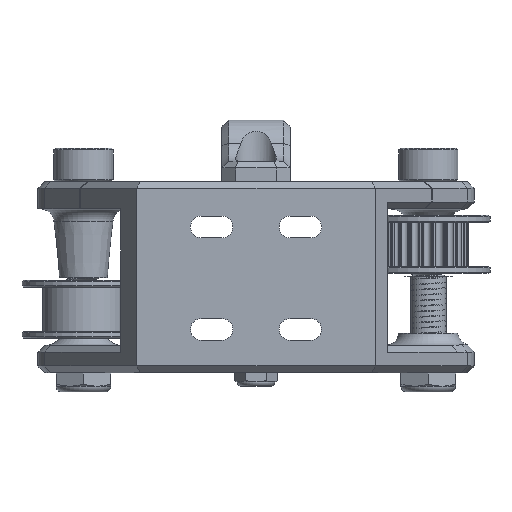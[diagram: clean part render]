
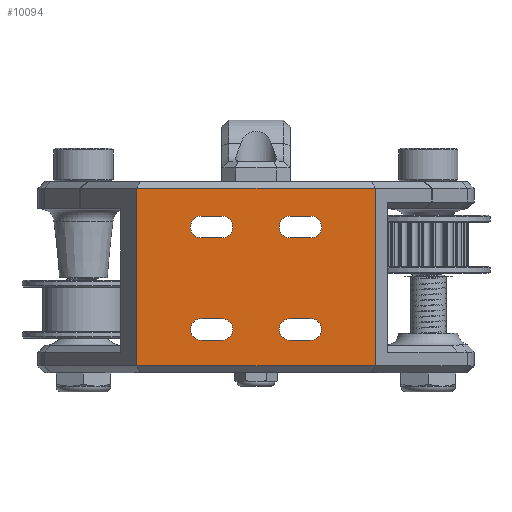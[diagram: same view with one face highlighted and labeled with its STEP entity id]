
A CAD part, left-side view. The second image highlights one B-rep face of the part: STEP entity #10094.
In plain terms, the highlighted planar face has unit normal (-1, 0, 0).
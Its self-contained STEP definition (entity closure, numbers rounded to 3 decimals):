
#559=FACE_BOUND('',#2170,.T.);
#560=FACE_BOUND('',#2171,.T.);
#561=FACE_BOUND('',#2172,.T.);
#562=FACE_BOUND('',#2173,.T.);
#710=PLANE('',#11378);
#1521=FACE_OUTER_BOUND('',#2169,.T.);
#2169=EDGE_LOOP('',(#8781,#8782,#8783,#8784));
#2170=EDGE_LOOP('',(#8785,#8786,#8787,#8788));
#2171=EDGE_LOOP('',(#8789,#8790,#8791,#8792));
#2172=EDGE_LOOP('',(#8793,#8794,#8795,#8796));
#2173=EDGE_LOOP('',(#8797,#8798,#8799,#8800));
#2751=LINE('',#25894,#3432);
#2754=LINE('',#25899,#3435);
#2759=LINE('',#25909,#3440);
#2760=LINE('',#25910,#3441);
#2761=LINE('',#25913,#3442);
#2762=LINE('',#25917,#3443);
#2763=LINE('',#25921,#3444);
#2764=LINE('',#25925,#3445);
#2765=LINE('',#25929,#3446);
#2766=LINE('',#25933,#3447);
#2767=LINE('',#25937,#3448);
#2768=LINE('',#25941,#3449);
#3432=VECTOR('',#13829,10.);
#3435=VECTOR('',#13834,10.);
#3440=VECTOR('',#13841,10.);
#3441=VECTOR('',#13842,10.);
#3442=VECTOR('',#13843,10.);
#3443=VECTOR('',#13846,10.);
#3444=VECTOR('',#13849,10.);
#3445=VECTOR('',#13852,10.);
#3446=VECTOR('',#13855,10.);
#3447=VECTOR('',#13858,10.);
#3448=VECTOR('',#13861,10.);
#3449=VECTOR('',#13864,10.);
#4125=CIRCLE('',#11379,1.6);
#4126=CIRCLE('',#11380,1.6);
#4127=CIRCLE('',#11381,1.6);
#4128=CIRCLE('',#11382,1.6);
#4129=CIRCLE('',#11383,1.6);
#4130=CIRCLE('',#11384,1.6);
#4131=CIRCLE('',#11385,1.6);
#4132=CIRCLE('',#11386,1.6);
#4921=VERTEX_POINT('',#25869);
#4926=VERTEX_POINT('',#25888);
#4928=VERTEX_POINT('',#25898);
#4932=VERTEX_POINT('',#25908);
#4933=VERTEX_POINT('',#25911);
#4934=VERTEX_POINT('',#25912);
#4935=VERTEX_POINT('',#25914);
#4936=VERTEX_POINT('',#25916);
#4937=VERTEX_POINT('',#25919);
#4938=VERTEX_POINT('',#25920);
#4939=VERTEX_POINT('',#25922);
#4940=VERTEX_POINT('',#25924);
#4941=VERTEX_POINT('',#25927);
#4942=VERTEX_POINT('',#25928);
#4943=VERTEX_POINT('',#25930);
#4944=VERTEX_POINT('',#25932);
#4945=VERTEX_POINT('',#25935);
#4946=VERTEX_POINT('',#25936);
#4947=VERTEX_POINT('',#25938);
#4948=VERTEX_POINT('',#25940);
#6256=EDGE_CURVE('',#4921,#4926,#2751,.T.);
#6259=EDGE_CURVE('',#4928,#4926,#2754,.T.);
#6264=EDGE_CURVE('',#4932,#4921,#2759,.T.);
#6265=EDGE_CURVE('',#4928,#4932,#2760,.T.);
#6266=EDGE_CURVE('',#4933,#4934,#2761,.T.);
#6267=EDGE_CURVE('',#4934,#4935,#4125,.T.);
#6268=EDGE_CURVE('',#4935,#4936,#2762,.T.);
#6269=EDGE_CURVE('',#4936,#4933,#4126,.T.);
#6270=EDGE_CURVE('',#4937,#4938,#2763,.T.);
#6271=EDGE_CURVE('',#4938,#4939,#4127,.T.);
#6272=EDGE_CURVE('',#4939,#4940,#2764,.T.);
#6273=EDGE_CURVE('',#4940,#4937,#4128,.T.);
#6274=EDGE_CURVE('',#4941,#4942,#2765,.T.);
#6275=EDGE_CURVE('',#4943,#4941,#4129,.T.);
#6276=EDGE_CURVE('',#4944,#4943,#2766,.T.);
#6277=EDGE_CURVE('',#4942,#4944,#4130,.T.);
#6278=EDGE_CURVE('',#4945,#4946,#2767,.T.);
#6279=EDGE_CURVE('',#4947,#4945,#4131,.T.);
#6280=EDGE_CURVE('',#4948,#4947,#2768,.T.);
#6281=EDGE_CURVE('',#4946,#4948,#4132,.T.);
#8781=ORIENTED_EDGE('',*,*,#6256,.F.);
#8782=ORIENTED_EDGE('',*,*,#6264,.F.);
#8783=ORIENTED_EDGE('',*,*,#6265,.F.);
#8784=ORIENTED_EDGE('',*,*,#6259,.T.);
#8785=ORIENTED_EDGE('',*,*,#6266,.T.);
#8786=ORIENTED_EDGE('',*,*,#6267,.T.);
#8787=ORIENTED_EDGE('',*,*,#6268,.T.);
#8788=ORIENTED_EDGE('',*,*,#6269,.T.);
#8789=ORIENTED_EDGE('',*,*,#6270,.T.);
#8790=ORIENTED_EDGE('',*,*,#6271,.T.);
#8791=ORIENTED_EDGE('',*,*,#6272,.T.);
#8792=ORIENTED_EDGE('',*,*,#6273,.T.);
#8793=ORIENTED_EDGE('',*,*,#6274,.F.);
#8794=ORIENTED_EDGE('',*,*,#6275,.F.);
#8795=ORIENTED_EDGE('',*,*,#6276,.F.);
#8796=ORIENTED_EDGE('',*,*,#6277,.F.);
#8797=ORIENTED_EDGE('',*,*,#6278,.F.);
#8798=ORIENTED_EDGE('',*,*,#6279,.F.);
#8799=ORIENTED_EDGE('',*,*,#6280,.F.);
#8800=ORIENTED_EDGE('',*,*,#6281,.F.);
#10094=ADVANCED_FACE('',(#1521,#559,#560,#561,#562),#710,.T.);
#11378=AXIS2_PLACEMENT_3D('',#25907,#13839,#13840);
#11379=AXIS2_PLACEMENT_3D('',#25915,#13844,#13845);
#11380=AXIS2_PLACEMENT_3D('',#25918,#13847,#13848);
#11381=AXIS2_PLACEMENT_3D('',#25923,#13850,#13851);
#11382=AXIS2_PLACEMENT_3D('',#25926,#13853,#13854);
#11383=AXIS2_PLACEMENT_3D('',#25931,#13856,#13857);
#11384=AXIS2_PLACEMENT_3D('',#25934,#13859,#13860);
#11385=AXIS2_PLACEMENT_3D('',#25939,#13862,#13863);
#11386=AXIS2_PLACEMENT_3D('',#25942,#13865,#13866);
#13829=DIRECTION('',(0.,1.,0.));
#13834=DIRECTION('',(0.,0.,-1.));
#13839=DIRECTION('center_axis',(-1.,0.,0.));
#13840=DIRECTION('ref_axis',(0.,1.,0.));
#13841=DIRECTION('',(0.,0.,-1.));
#13842=DIRECTION('',(0.,-1.,0.));
#13843=DIRECTION('',(0.,1.,0.));
#13844=DIRECTION('center_axis',(1.,0.,0.));
#13845=DIRECTION('ref_axis',(0.,0.,
-1.));
#13846=DIRECTION('',(0.,-1.,0.));
#13847=DIRECTION('center_axis',(1.,0.,0.));
#13848=DIRECTION('ref_axis',(0.,0.,
1.));
#13849=DIRECTION('',(0.,1.,0.));
#13850=DIRECTION('center_axis',(1.,0.,0.));
#13851=DIRECTION('ref_axis',(0.,0.,
-1.));
#13852=DIRECTION('',(0.,-1.,0.));
#13853=DIRECTION('center_axis',(1.,0.,0.));
#13854=DIRECTION('ref_axis',(0.,0.,
1.));
#13855=DIRECTION('',(0.,-1.,0.));
#13856=DIRECTION('center_axis',(-1.,0.,0.));
#13857=DIRECTION('ref_axis',(0.,0.,
1.));
#13858=DIRECTION('',(0.,1.,0.));
#13859=DIRECTION('center_axis',(-1.,0.,0.));
#13860=DIRECTION('ref_axis',(0.,0.,
-1.));
#13861=DIRECTION('',(0.,-1.,0.));
#13862=DIRECTION('center_axis',(-1.,0.,0.));
#13863=DIRECTION('ref_axis',(0.,0.,
1.));
#13864=DIRECTION('',(0.,1.,0.));
#13865=DIRECTION('center_axis',(-1.,0.,0.));
#13866=DIRECTION('ref_axis',(0.,0.,
-1.));
#25869=CARTESIAN_POINT('',(-3.,-17.5,-27.));
#25888=CARTESIAN_POINT('',(-3.,17.5,-27.));
#25894=CARTESIAN_POINT('',(-3.,7.993,-27.));
#25898=CARTESIAN_POINT('',(-3.,17.5,-1.));
#25899=CARTESIAN_POINT('',(-3.,17.5,0.));
#25907=CARTESIAN_POINT('Origin',(-3.,0.,
0.));
#25908=CARTESIAN_POINT('',(-3.,-17.5,-1.));
#25909=CARTESIAN_POINT('',(-3.,-17.5,0.));
#25910=CARTESIAN_POINT('',(-3.,7.993,-1.));
#25911=CARTESIAN_POINT('',(-3.,5.,-8.25));
#25912=CARTESIAN_POINT('',(-3.,8.,-8.25));
#25913=CARTESIAN_POINT('',(-3.,4.,-8.25));
#25914=CARTESIAN_POINT('',(-3.,8.,-5.05));
#25915=CARTESIAN_POINT('Origin',(-3.,8.,-6.65));
#25916=CARTESIAN_POINT('',(-3.,5.,-5.05));
#25917=CARTESIAN_POINT('',(-3.,2.5,-5.05));
#25918=CARTESIAN_POINT('Origin',(-3.,5.,-6.65));
#25919=CARTESIAN_POINT('',(-3.,5.,-23.25));
#25920=CARTESIAN_POINT('',(-3.,8.,-23.25));
#25921=CARTESIAN_POINT('',(-3.,4.,-23.25));
#25922=CARTESIAN_POINT('',(-3.,8.,-20.05));
#25923=CARTESIAN_POINT('Origin',(-3.,8.,-21.65));
#25924=CARTESIAN_POINT('',(-3.,5.,-20.05));
#25925=CARTESIAN_POINT('',(-3.,2.5,-20.05));
#25926=CARTESIAN_POINT('Origin',(-3.,5.,-21.65));
#25927=CARTESIAN_POINT('',(-3.,-5.,-23.25));
#25928=CARTESIAN_POINT('',(-3.,-8.,-23.25));
#25929=CARTESIAN_POINT('',(-3.,-4.,-23.25));
#25930=CARTESIAN_POINT('',(-3.,-5.,-20.05));
#25931=CARTESIAN_POINT('Origin',(-3.,-5.,-21.65));
#25932=CARTESIAN_POINT('',(-3.,-8.,-20.05));
#25933=CARTESIAN_POINT('',(-3.,-2.5,-20.05));
#25934=CARTESIAN_POINT('Origin',(-3.,-8.,-21.65));
#25935=CARTESIAN_POINT('',(-3.,-5.,-8.25));
#25936=CARTESIAN_POINT('',(-3.,-8.,-8.25));
#25937=CARTESIAN_POINT('',(-3.,-4.,-8.25));
#25938=CARTESIAN_POINT('',(-3.,-5.,-5.05));
#25939=CARTESIAN_POINT('Origin',(-3.,-5.,-6.65));
#25940=CARTESIAN_POINT('',(-3.,-8.,-5.05));
#25941=CARTESIAN_POINT('',(-3.,-2.5,-5.05));
#25942=CARTESIAN_POINT('Origin',(-3.,-8.,-6.65));
